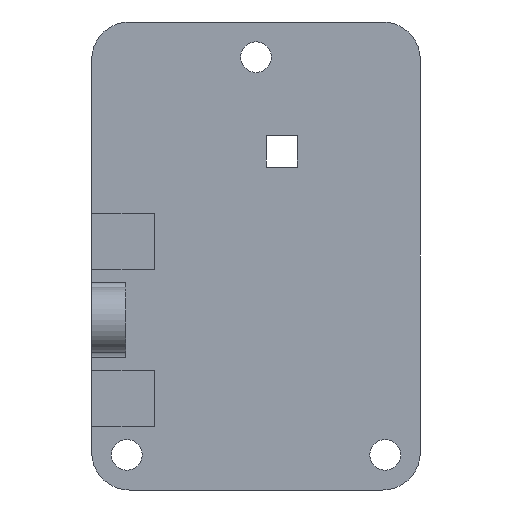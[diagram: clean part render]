
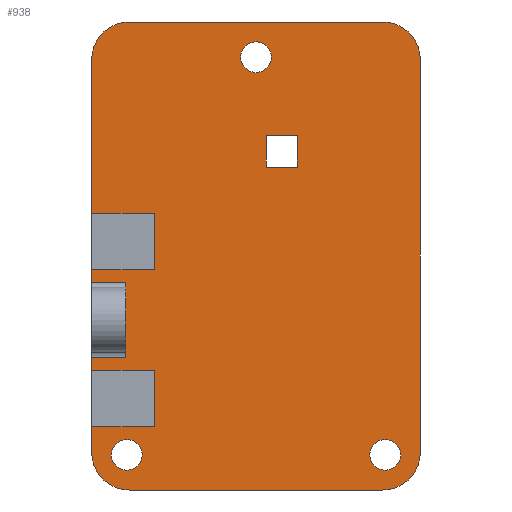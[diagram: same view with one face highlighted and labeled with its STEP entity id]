
A CAD part, front view. The second image highlights one B-rep face of the part: STEP entity #938.
In plain terms, the highlighted planar face has unit normal (0, -1, 0).
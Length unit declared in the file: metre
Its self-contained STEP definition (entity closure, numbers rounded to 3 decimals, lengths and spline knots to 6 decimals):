
#44=LINE('',#1376,#134);
#48=LINE('',#1385,#138);
#52=LINE('',#1393,#142);
#53=LINE('',#1401,#143);
#59=LINE('',#1418,#149);
#63=LINE('',#1427,#153);
#67=LINE('',#1446,#157);
#69=LINE('',#1455,#159);
#70=LINE('',#1458,#160);
#71=LINE('',#1460,#161);
#72=LINE('',#1462,#162);
#73=LINE('',#1464,#163);
#74=LINE('',#1466,#164);
#75=LINE('',#1468,#165);
#76=LINE('',#1469,#166);
#77=LINE('',#1471,#167);
#78=LINE('',#1473,#168);
#79=LINE('',#1474,#169);
#80=LINE('',#1476,#170);
#81=LINE('',#1478,#171);
#134=VECTOR('',#1096,1.);
#138=VECTOR('',#1100,1.);
#142=VECTOR('',#1104,1.);
#143=VECTOR('',#1111,1.);
#149=VECTOR('',#1123,1.);
#153=VECTOR('',#1129,1.);
#157=VECTOR('',#1147,1.);
#159=VECTOR('',#1157,1.);
#160=VECTOR('',#1158,1.);
#161=VECTOR('',#1159,1.);
#162=VECTOR('',#1160,1.);
#163=VECTOR('',#1163,1.);
#164=VECTOR('',#1164,1.);
#165=VECTOR('',#1165,1.);
#166=VECTOR('',#1166,1.);
#167=VECTOR('',#1167,1.);
#168=VECTOR('',#1168,1.);
#169=VECTOR('',#1169,1.);
#170=VECTOR('',#1170,1.);
#171=VECTOR('',#1171,1.);
#261=ORIENTED_EDGE('',*,*,#529,.T.);
#262=ORIENTED_EDGE('',*,*,#530,.T.);
#263=ORIENTED_EDGE('',*,*,#531,.T.);
#264=ORIENTED_EDGE('',*,*,#532,.F.);
#265=ORIENTED_EDGE('',*,*,#525,.F.);
#266=ORIENTED_EDGE('',*,*,#533,.T.);
#267=ORIENTED_EDGE('',*,*,#493,.F.);
#268=ORIENTED_EDGE('',*,*,#534,.F.);
#269=ORIENTED_EDGE('',*,*,#535,.F.);
#270=ORIENTED_EDGE('',*,*,#536,.T.);
#271=ORIENTED_EDGE('',*,*,#505,.F.);
#272=ORIENTED_EDGE('',*,*,#537,.T.);
#273=ORIENTED_EDGE('',*,*,#538,.F.);
#274=ORIENTED_EDGE('',*,*,#539,.T.);
#275=ORIENTED_EDGE('',*,*,#501,.F.);
#276=ORIENTED_EDGE('',*,*,#540,.F.);
#277=ORIENTED_EDGE('',*,*,#541,.F.);
#278=ORIENTED_EDGE('',*,*,#542,.T.);
#279=ORIENTED_EDGE('',*,*,#497,.F.);
#280=ORIENTED_EDGE('',*,*,#543,.T.);
#281=ORIENTED_EDGE('',*,*,#513,.T.);
#282=ORIENTED_EDGE('',*,*,#544,.T.);
#283=ORIENTED_EDGE('',*,*,#517,.T.);
#284=ORIENTED_EDGE('',*,*,#545,.T.);
#285=ORIENTED_EDGE('',*,*,#521,.F.);
#286=ORIENTED_EDGE('',*,*,#519,.F.);
#287=ORIENTED_EDGE('',*,*,#527,.F.);
#493=EDGE_CURVE('',#627,#628,#44,.T.);
#497=EDGE_CURVE('',#631,#632,#48,.T.);
#501=EDGE_CURVE('',#635,#636,#52,.T.);
#505=EDGE_CURVE('',#639,#640,#53,.T.);
#513=EDGE_CURVE('',#648,#647,#59,.T.);
#517=EDGE_CURVE('',#652,#651,#63,.T.);
#519=EDGE_CURVE('',#653,#653,#726,.T.);
#521=EDGE_CURVE('',#655,#655,#728,.T.);
#525=EDGE_CURVE('',#659,#660,#67,.T.);
#527=EDGE_CURVE('',#661,#661,#730,.T.);
#529=EDGE_CURVE('',#663,#664,#69,.T.);
#530=EDGE_CURVE('',#664,#665,#70,.T.);
#531=EDGE_CURVE('',#665,#666,#71,.T.);
#532=EDGE_CURVE('',#663,#666,#72,.T.);
#533=EDGE_CURVE('',#659,#628,#732,.T.);
#534=EDGE_CURVE('',#667,#627,#73,.T.);
#535=EDGE_CURVE('',#668,#667,#74,.T.);
#536=EDGE_CURVE('',#668,#640,#75,.T.);
#537=EDGE_CURVE('',#639,#669,#76,.T.);
#538=EDGE_CURVE('',#670,#669,#77,.T.);
#539=EDGE_CURVE('',#670,#636,#78,.F.);
#540=EDGE_CURVE('',#671,#635,#79,.T.);
#541=EDGE_CURVE('',#672,#671,#80,.T.);
#542=EDGE_CURVE('',#672,#632,#81,.T.);
#543=EDGE_CURVE('',#631,#648,#733,.T.);
#544=EDGE_CURVE('',#647,#652,#734,.T.);
#545=EDGE_CURVE('',#651,#660,#735,.T.);
#627=VERTEX_POINT('',#1377);
#628=VERTEX_POINT('',#1378);
#631=VERTEX_POINT('',#1384);
#632=VERTEX_POINT('',#1386);
#635=VERTEX_POINT('',#1392);
#636=VERTEX_POINT('',#1394);
#639=VERTEX_POINT('',#1400);
#640=VERTEX_POINT('',#1402);
#647=VERTEX_POINT('',#1417);
#648=VERTEX_POINT('',#1419);
#651=VERTEX_POINT('',#1426);
#652=VERTEX_POINT('',#1428);
#653=VERTEX_POINT('',#1432);
#655=VERTEX_POINT('',#1437);
#659=VERTEX_POINT('',#1445);
#660=VERTEX_POINT('',#1447);
#661=VERTEX_POINT('',#1451);
#663=VERTEX_POINT('',#1456);
#664=VERTEX_POINT('',#1457);
#665=VERTEX_POINT('',#1459);
#666=VERTEX_POINT('',#1461);
#667=VERTEX_POINT('',#1465);
#668=VERTEX_POINT('',#1467);
#669=VERTEX_POINT('',#1470);
#670=VERTEX_POINT('',#1472);
#671=VERTEX_POINT('',#1475);
#672=VERTEX_POINT('',#1477);
#726=CIRCLE('',#1005,0.00245);
#728=CIRCLE('',#1008,0.00245);
#730=CIRCLE('',#1012,0.00245);
#732=CIRCLE('',#1015,0.006);
#733=CIRCLE('',#1016,0.006);
#734=CIRCLE('',#1017,0.006);
#735=CIRCLE('',#1018,0.006);
#765=EDGE_LOOP('',(#261,#262,#263,#264));
#766=EDGE_LOOP('',(#265,#266,#267,#268,#269,#270,#271,#272,#273,#274,#275,
#276,#277,#278,#279,#280,#281,#282,#283,#284));
#767=EDGE_LOOP('',(#285));
#768=EDGE_LOOP('',(#286));
#769=EDGE_LOOP('',(#287));
#839=FACE_BOUND('',#765,.T.);
#840=FACE_BOUND('',#766,.T.);
#841=FACE_BOUND('',#767,.T.);
#842=FACE_BOUND('',#768,.T.);
#843=FACE_BOUND('',#769,.T.);
#904=PLANE('',#1014);
#938=ADVANCED_FACE('',(#839,#840,#841,#842,#843),#904,.T.);
#1005=AXIS2_PLACEMENT_3D('',#1431,#1133,#1134);
#1008=AXIS2_PLACEMENT_3D('',#1436,#1139,#1140);
#1012=AXIS2_PLACEMENT_3D('',#1450,#1151,#1152);
#1014=AXIS2_PLACEMENT_3D('',#1454,#1155,#1156);
#1015=AXIS2_PLACEMENT_3D('',#1463,#1161,#1162);
#1016=AXIS2_PLACEMENT_3D('',#1479,#1172,#1173);
#1017=AXIS2_PLACEMENT_3D('',#1480,#1174,#1175);
#1018=AXIS2_PLACEMENT_3D('',#1481,#1176,#1177);
#1096=DIRECTION('',(0.,0.,1.));
#1100=DIRECTION('',(0.,0.,1.));
#1104=DIRECTION('',(0.,0.,1.));
#1111=DIRECTION('',(0.,0.,1.));
#1123=DIRECTION('',(1.,0.,0.));
#1129=DIRECTION('',(0.,0.,1.));
#1133=DIRECTION('',(0.,-1.,0.));
#1134=DIRECTION('',(0.,0.,-1.));
#1139=DIRECTION('',(0.,-1.,0.));
#1140=DIRECTION('',(0.,0.,-1.));
#1147=DIRECTION('',(1.,0.,0.));
#1151=DIRECTION('',(0.,-1.,0.));
#1152=DIRECTION('',(0.,0.,-1.));
#1155=DIRECTION('',(0.,-1.,0.));
#1156=DIRECTION('',(1.,0.,0.));
#1157=DIRECTION('',(0.,0.,1.));
#1158=DIRECTION('',(1.,0.,0.));
#1159=DIRECTION('',(0.,0.,-1.));
#1160=DIRECTION('',(1.,0.,0.));
#1161=DIRECTION('',(0.,-1.,0.));
#1162=DIRECTION('',(0.,0.,-1.));
#1163=DIRECTION('',(-1.,0.,0.));
#1164=DIRECTION('',(0.,0.,1.));
#1165=DIRECTION('',(-1.,0.,0.));
#1166=DIRECTION('',(1.,0.,0.));
#1167=DIRECTION('',(0.,0.,1.));
#1168=DIRECTION('',(1.,0.,0.));
#1169=DIRECTION('',(-1.,0.,0.));
#1170=DIRECTION('',(0.,0.,1.));
#1171=DIRECTION('',(-1.,0.,0.));
#1172=DIRECTION('',(0.,-1.,0.));
#1173=DIRECTION('',(0.,0.,-1.));
#1174=DIRECTION('',(0.,-1.,0.));
#1175=DIRECTION('',(0.,0.,-1.));
#1176=DIRECTION('',(0.,-1.,0.));
#1177=DIRECTION('',(0.,0.,-1.));
#1376=CARTESIAN_POINT('',(-0.026172,-0.005,0.003342));
#1377=CARTESIAN_POINT('',(-0.026172,-0.005,0.010184));
#1378=CARTESIAN_POINT('',(-0.026172,-0.005,0.0346));
#1384=CARTESIAN_POINT('',(-0.026172,-0.005,-0.027916));
#1385=CARTESIAN_POINT('',(-0.026172,-0.005,0.003342));
#1386=CARTESIAN_POINT('',(-0.026172,-0.005,-0.023816));
#1392=CARTESIAN_POINT('',(-0.026172,-0.005,-0.014816));
#1393=CARTESIAN_POINT('',(-0.026172,-0.005,0.003342));
#1394=CARTESIAN_POINT('',(-0.026172,-0.005,-0.012778));
#1400=CARTESIAN_POINT('',(-0.026172,-0.005,-0.000853));
#1401=CARTESIAN_POINT('',(-0.026172,-0.005,0.003342));
#1402=CARTESIAN_POINT('',(-0.026172,-0.005,0.001184));
#1417=CARTESIAN_POINT('',(0.020172,-0.005,-0.033916));
#1418=CARTESIAN_POINT('',(0.,-0.005,-0.033916));
#1419=CARTESIAN_POINT('',(-0.020172,-0.005,-0.033916));
#1426=CARTESIAN_POINT('',(0.026172,-0.005,0.0346));
#1427=CARTESIAN_POINT('',(0.026172,-0.005,0.003342));
#1428=CARTESIAN_POINT('',(0.026172,-0.005,-0.027916));
#1431=CARTESIAN_POINT('',(0.020572,-0.005,-0.028316));
#1432=CARTESIAN_POINT('',(0.020572,-0.005,-0.030766));
#1436=CARTESIAN_POINT('',(0.,-0.005,0.035));
#1437=CARTESIAN_POINT('',(0.,-0.005,0.03255));
#1445=CARTESIAN_POINT('',(-0.020172,-0.005,0.0406));
#1446=CARTESIAN_POINT('',(0.,-0.005,0.0406));
#1447=CARTESIAN_POINT('',(0.020172,-0.005,0.0406));
#1450=CARTESIAN_POINT('',(-0.020572,-0.005,-0.028316));
#1451=CARTESIAN_POINT('',(-0.020572,-0.005,-0.030766));
#1454=CARTESIAN_POINT('',(0.,-0.005,0.003342));
#1455=CARTESIAN_POINT('',(0.0016,-0.005,0.02));
#1456=CARTESIAN_POINT('',(0.0016,-0.005,0.0175));
#1457=CARTESIAN_POINT('',(0.0016,-0.005,0.0225));
#1458=CARTESIAN_POINT('',(0.0041,-0.005,0.0225));
#1459=CARTESIAN_POINT('',(0.0066,-0.005,0.0225));
#1460=CARTESIAN_POINT('',(0.0066,-0.005,0.02));
#1461=CARTESIAN_POINT('',(0.0066,-0.005,0.0175));
#1462=CARTESIAN_POINT('',(0.0041,-0.005,0.0175));
#1463=CARTESIAN_POINT('',(-0.020172,-0.005,0.0346));
#1464=CARTESIAN_POINT('',(-0.016172,-0.005,0.010184));
#1465=CARTESIAN_POINT('',(-0.016172,-0.005,0.010184));
#1466=CARTESIAN_POINT('',(-0.016172,-0.005,0.003342));
#1467=CARTESIAN_POINT('',(-0.016172,-0.005,0.001184));
#1468=CARTESIAN_POINT('',(-0.016172,-0.005,0.001184));
#1469=CARTESIAN_POINT('',(-0.020747,-0.005,-0.000853));
#1470=CARTESIAN_POINT('',(-0.020747,-0.005,-0.000853));
#1471=CARTESIAN_POINT('',(-0.020747,-0.005,0.003342));
#1472=CARTESIAN_POINT('',(-0.020747,-0.005,-0.012778));
#1473=CARTESIAN_POINT('',(-0.026172,-0.005,-0.012778));
#1474=CARTESIAN_POINT('',(-0.016172,-0.005,-0.014816));
#1475=CARTESIAN_POINT('',(-0.016172,-0.005,-0.014816));
#1476=CARTESIAN_POINT('',(-0.016172,-0.005,0.003342));
#1477=CARTESIAN_POINT('',(-0.016172,-0.005,-0.023816));
#1478=CARTESIAN_POINT('',(-0.016172,-0.005,-0.023816));
#1479=CARTESIAN_POINT('',(-0.020172,-0.005,-0.027916));
#1480=CARTESIAN_POINT('',(0.020172,-0.005,-0.027916));
#1481=CARTESIAN_POINT('',(0.020172,-0.005,0.0346));
